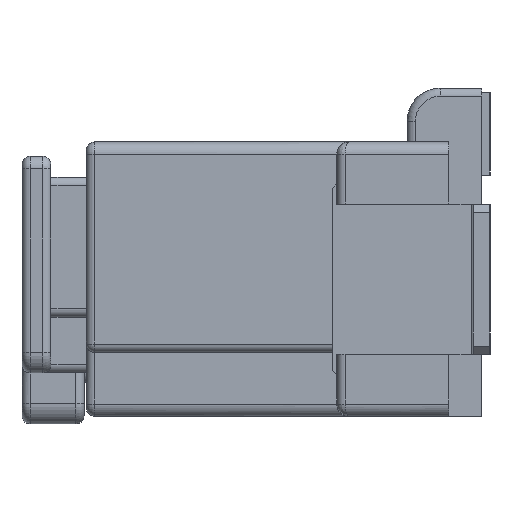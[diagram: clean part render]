
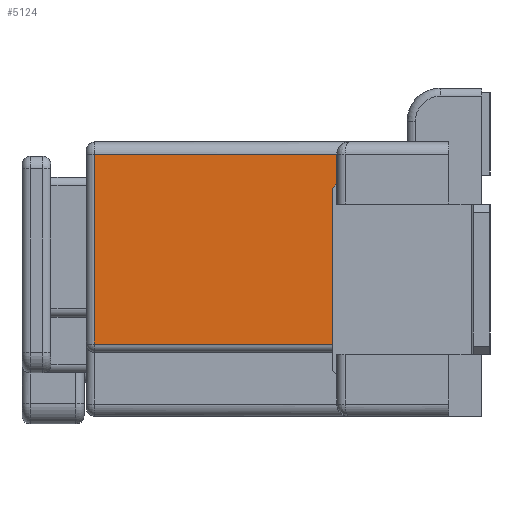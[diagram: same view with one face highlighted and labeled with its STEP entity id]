
A CAD part, left-side view. The second image highlights one B-rep face of the part: STEP entity #5124.
In plain terms, the highlighted planar face has unit normal (-1, 0, 0).
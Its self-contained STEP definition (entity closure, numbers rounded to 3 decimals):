
#1015 = VECTOR ( 'NONE', #6054, 1000. ) ;
#1118 = DIRECTION ( 'NONE',  ( 1., 0., 0. ) ) ;
#2667 = VERTEX_POINT ( 'NONE', #22181 ) ;
#2902 = CARTESIAN_POINT ( 'NONE',  ( -11.15, 7.35, -0.3 ) ) ;
#3856 = CARTESIAN_POINT ( 'NONE',  ( -11.15, 7.35, -0.3 ) ) ;
#4882 = ORIENTED_EDGE ( 'NONE', *, *, #25714, .F. ) ;
#5124 = ADVANCED_FACE ( 'NONE', ( #27940 ), #25255, .F. ) ;
#5748 = AXIS2_PLACEMENT_3D ( 'NONE', #27470, #1118, #16575 ) ;
#6054 = DIRECTION ( 'NONE',  ( 0., 0., 1. ) ) ;
#6607 = LINE ( 'NONE', #27305, #11782 ) ;
#7035 = CARTESIAN_POINT ( 'NONE',  ( -11.15, 1.5, 0. ) ) ;
#9120 = ORIENTED_EDGE ( 'NONE', *, *, #23026, .F. ) ;
#9232 = EDGE_LOOP ( 'NONE', ( #9120, #18273, #4882, #12411 ) ) ;
#9910 = VECTOR ( 'NONE', #26786, 1000. ) ;
#10132 = EDGE_CURVE ( 'NONE', #13398, #2667, #10584, .T. ) ;
#10584 = LINE ( 'NONE', #7035, #9910 ) ;
#11782 = VECTOR ( 'NONE', #16415, 1000. ) ;
#12411 = ORIENTED_EDGE ( 'NONE', *, *, #14303, .F. ) ;
#12772 = LINE ( 'NONE', #3856, #1015 ) ;
#13398 = VERTEX_POINT ( 'NONE', #27641 ) ;
#14195 = VERTEX_POINT ( 'NONE', #23129 ) ;
#14303 = EDGE_CURVE ( 'NONE', #14195, #28505, #12772, .T. ) ;
#16415 = DIRECTION ( 'NONE',  ( 0., 1., 0. ) ) ;
#16575 = DIRECTION ( 'NONE',  ( 0., 0., 1. ) ) ;
#18273 = ORIENTED_EDGE ( 'NONE', *, *, #10132, .F. ) ;
#22181 = CARTESIAN_POINT ( 'NONE',  ( -11.15, 1.5, -4.88 ) ) ;
#23026 = EDGE_CURVE ( 'NONE', #2667, #14195, #6607, .T. ) ;
#23129 = CARTESIAN_POINT ( 'NONE',  ( -11.15, 7.35, -4.88 ) ) ;
#25220 = CARTESIAN_POINT ( 'NONE',  ( -11.15, 7.55, -0.3 ) ) ;
#25255 = PLANE ( 'NONE',  #5748 ) ;
#25714 = EDGE_CURVE ( 'NONE', #28505, #13398, #28085, .T. ) ;
#26786 = DIRECTION ( 'NONE',  ( 0., 0., -1. ) ) ;
#27305 = CARTESIAN_POINT ( 'NONE',  ( -11.15, 7.55, -4.88 ) ) ;
#27402 = VECTOR ( 'NONE', #27421, 1000. ) ;
#27421 = DIRECTION ( 'NONE',  ( 0., -1., 0. ) ) ;
#27470 = CARTESIAN_POINT ( 'NONE',  ( -11.15, 7.55, 0. ) ) ;
#27641 = CARTESIAN_POINT ( 'NONE',  ( -11.15, 1.5, -0.3 ) ) ;
#27940 = FACE_OUTER_BOUND ( 'NONE', #9232, .T. ) ;
#28085 = LINE ( 'NONE', #25220, #27402 ) ;
#28505 = VERTEX_POINT ( 'NONE', #2902 ) ;
